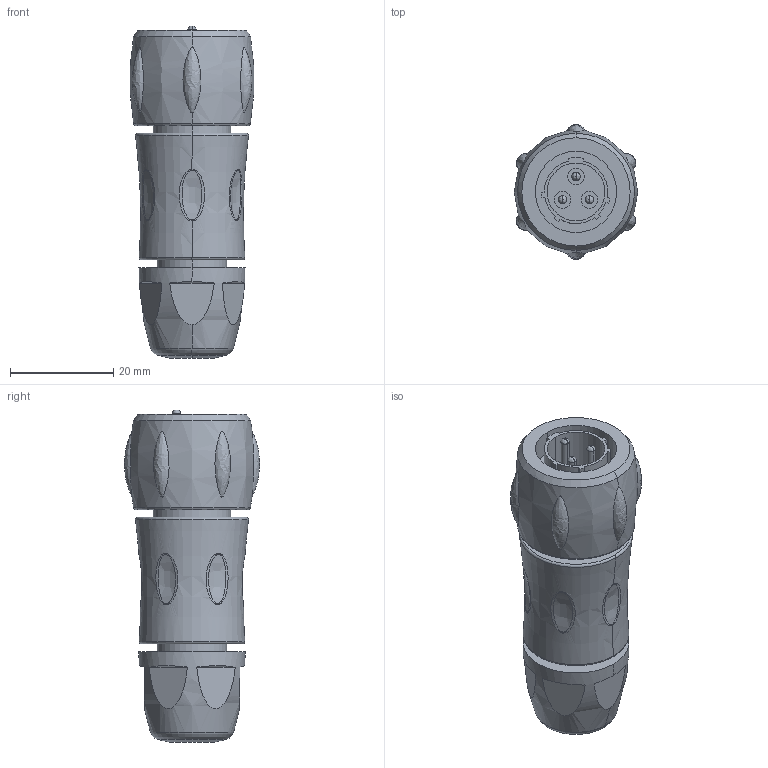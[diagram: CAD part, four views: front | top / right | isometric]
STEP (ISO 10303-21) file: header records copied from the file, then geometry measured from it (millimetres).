
FILE_DESCRIPTION((''),'2;1');
FILE_NAME('UTS6JC103P-CATALOGUE_SW_ASM','2010-09-09T',('amartin'),(''),'PRO/ENGINEER BY PARAMETRIC TECHNOLOGY CORPORATION, 2007390','PRO/ENGINEER BY PARAMETRIC TECHNOLOGY CORPORATION, 2007390','');
FILE_SCHEMA(('CONFIG_CONTROL_DESIGN'));
Length unit declared in the file: inch
Products named in the file (1): UTS6JC103P-CATALOGUE_SW_ASM
Bounding box: 23.85 x 26.13 x 64.2 mm (x, y, z)
Volume: 19905.9 mm3; surface area: 6435.4 mm2
Topology: 1 solids, 1 shells, 117 faces, 254 edges, 164 vertices
Faces by surface type: plane 37, bspline 36, cylinder 32, torus 10, sphere 2
Entity records: 6464 total; most frequent: CARTESIAN_POINT 4004, ORIENTED_EDGE 508, DIRECTION 476, EDGE_CURVE 254, AXIS2_PLACEMENT_3D 204, VERTEX_POINT 164, EDGE_LOOP 142, CIRCLE 122
